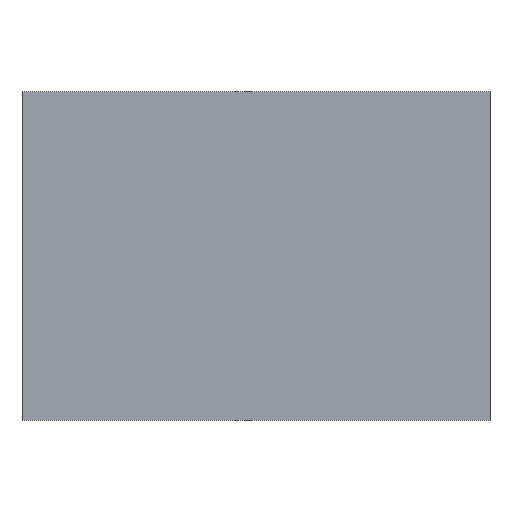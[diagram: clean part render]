
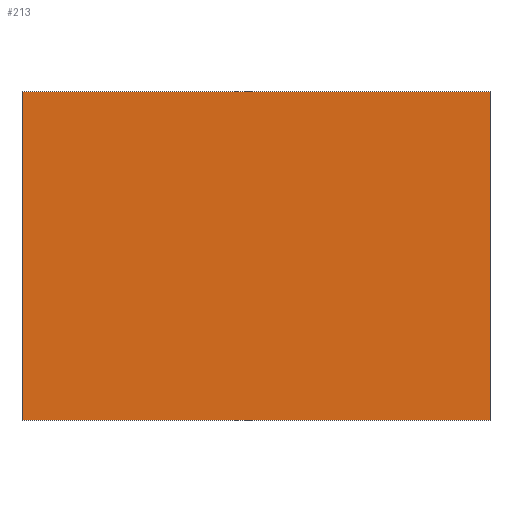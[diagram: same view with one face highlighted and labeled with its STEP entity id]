
A CAD part, top view. The second image highlights one B-rep face of the part: STEP entity #213.
In plain terms, the highlighted planar face has unit normal (0, 0, 1).
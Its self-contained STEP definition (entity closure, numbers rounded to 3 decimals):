
#52 = VERTEX_POINT('',#53);
#53 = CARTESIAN_POINT('',(0.,0.,0.411));
#59 = EDGE_CURVE('',#52,#60,#62,.T.);
#60 = VERTEX_POINT('',#61);
#61 = CARTESIAN_POINT('',(214.,0.,0.411));
#62 = LINE('',#63,#64);
#63 = CARTESIAN_POINT('',(0.,0.,0.411));
#64 = VECTOR('',#65,1.);
#65 = DIRECTION('',(1.,0.,0.));
#90 = EDGE_CURVE('',#60,#91,#93,.T.);
#91 = VERTEX_POINT('',#92);
#92 = CARTESIAN_POINT('',(214.,150.25,0.411));
#93 = LINE('',#94,#95);
#94 = CARTESIAN_POINT('',(214.,0.,0.411));
#95 = VECTOR('',#96,1.);
#96 = DIRECTION('',(0.,1.,0.));
#121 = EDGE_CURVE('',#91,#122,#124,.T.);
#122 = VERTEX_POINT('',#123);
#123 = CARTESIAN_POINT('',(0.,150.25,0.411));
#124 = LINE('',#125,#126);
#125 = CARTESIAN_POINT('',(214.,150.25,0.411));
#126 = VECTOR('',#127,1.);
#127 = DIRECTION('',(-1.,0.,0.));
#152 = EDGE_CURVE('',#122,#153,#155,.T.);
#153 = VERTEX_POINT('',#154);
#154 = CARTESIAN_POINT('',(0.,0.25,0.411));
#155 = LINE('',#156,#157);
#156 = CARTESIAN_POINT('',(0.,150.25,0.411));
#157 = VECTOR('',#158,1.);
#158 = DIRECTION('',(0.,-1.,0.));
#183 = EDGE_CURVE('',#153,#52,#184,.T.);
#184 = LINE('',#185,#186);
#185 = CARTESIAN_POINT('',(0.,0.25,0.411));
#186 = VECTOR('',#187,1.);
#187 = DIRECTION('',(0.,-1.,0.));
#213 = ADVANCED_FACE('',(#214),#221,.T.);
#214 = FACE_BOUND('',#215,.T.);
#215 = EDGE_LOOP('',(#216,#217,#218,#219,#220));
#216 = ORIENTED_EDGE('',*,*,#59,.T.);
#217 = ORIENTED_EDGE('',*,*,#90,.T.);
#218 = ORIENTED_EDGE('',*,*,#121,.T.);
#219 = ORIENTED_EDGE('',*,*,#152,.T.);
#220 = ORIENTED_EDGE('',*,*,#183,.T.);
#221 = PLANE('',#222);
#222 = AXIS2_PLACEMENT_3D('',#223,#224,#225);
#223 = CARTESIAN_POINT('',(107.,75.125,0.411));
#224 = DIRECTION('',(0.,0.,1.));
#225 = DIRECTION('',(1.,0.,-0.));
